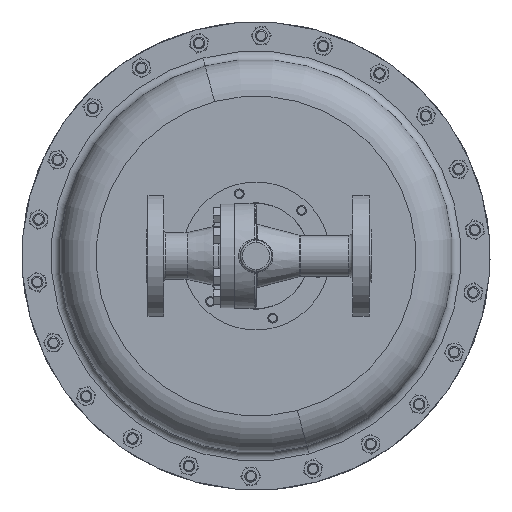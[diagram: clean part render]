
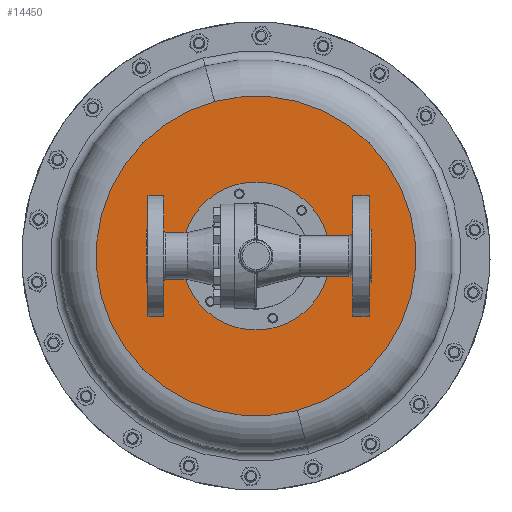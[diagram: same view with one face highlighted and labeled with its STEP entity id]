
A CAD part, front view. The second image highlights one B-rep face of the part: STEP entity #14450.
In plain terms, the highlighted planar face has unit normal (0, -1, 0).
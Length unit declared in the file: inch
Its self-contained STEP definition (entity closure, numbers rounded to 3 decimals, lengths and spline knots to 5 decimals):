
#1163 = CARTESIAN_POINT ( 'NONE',  ( 0., 6.4725, 0. ) ) ;
#1400 = CARTESIAN_POINT ( 'NONE',  ( 1.67938, 6.4725, -1.67938 ) ) ;
#2630 = FACE_BOUND ( 'NONE', #34902, .T. ) ;
#3379 = VERTEX_POINT ( 'NONE', #35564 ) ;
#3956 = DIRECTION ( 'NONE',  ( 0.259, 0., -0.966 ) ) ;
#5466 = CARTESIAN_POINT ( 'NONE',  ( 0., 6.4725, 0. ) ) ;
#6495 = DIRECTION ( 'NONE',  ( 0., 1., 0. ) ) ;
#8277 = DIRECTION ( 'NONE',  ( -0.707, 0., 0.707 ) ) ;
#9808 = EDGE_CURVE ( 'NONE', #12126, #15116, #18460, .T. ) ;
#10161 = EDGE_CURVE ( 'NONE', #18186, #3379, #18015, .T. ) ;
#10931 = ORIENTED_EDGE ( 'NONE', *, *, #9808, .T. ) ;
#11194 = PLANE ( 'NONE',  #31615 ) ;
#12126 = VERTEX_POINT ( 'NONE', #25649 ) ;
#12451 = CIRCLE ( 'NONE', #33330, 5.125 ) ;
#12871 = AXIS2_PLACEMENT_3D ( 'NONE', #31817, #15040, #34641 ) ;
#13958 = DIRECTION ( 'NONE',  ( -0.259, 0., 0.966 ) ) ;
#14450 = ADVANCED_FACE ( 'NONE', ( #30585, #2630 ), #11194, .T. ) ;
#15040 = DIRECTION ( 'NONE',  ( 0., 1., 0. ) ) ;
#15116 = VERTEX_POINT ( 'NONE', #1400 ) ;
#17039 = ORIENTED_EDGE ( 'NONE', *, *, #27831, .F. ) ;
#17283 = CIRCLE ( 'NONE', #32354, 2.375 ) ;
#18015 = CIRCLE ( 'NONE', #27202, 5.125 ) ;
#18186 = VERTEX_POINT ( 'NONE', #35391 ) ;
#18460 = CIRCLE ( 'NONE', #12871, 2.375 ) ;
#20638 = DIRECTION ( 'NONE',  ( 0., 1., 0. ) ) ;
#22275 = CARTESIAN_POINT ( 'NONE',  ( -4.95037, 6.4725, -1.32645 ) ) ;
#22991 = EDGE_LOOP ( 'NONE', ( #17039, #30333 ) ) ;
#23221 = CARTESIAN_POINT ( 'NONE',  ( 0., 6.4725, 0. ) ) ;
#25020 = DIRECTION ( 'NONE',  ( 0., 1., 0. ) ) ;
#25649 = CARTESIAN_POINT ( 'NONE',  ( -1.67938, 6.4725, 1.67938 ) ) ;
#26047 = DIRECTION ( 'NONE',  ( 0.259, 0., -0.966 ) ) ;
#27202 = AXIS2_PLACEMENT_3D ( 'NONE', #23221, #6495, #26047 ) ;
#27831 = EDGE_CURVE ( 'NONE', #3379, #18186, #12451, .T. ) ;
#30333 = ORIENTED_EDGE ( 'NONE', *, *, #10161, .F. ) ;
#30585 = FACE_OUTER_BOUND ( 'NONE', #22991, .T. ) ;
#30725 = DIRECTION ( 'NONE',  ( 0., -1., 0. ) ) ;
#31615 = AXIS2_PLACEMENT_3D ( 'NONE', #22275, #30725, #13958 ) ;
#31817 = CARTESIAN_POINT ( 'NONE',  ( 0., 6.4725, 0. ) ) ;
#32354 = AXIS2_PLACEMENT_3D ( 'NONE', #5466, #25020, #8277 ) ;
#33330 = AXIS2_PLACEMENT_3D ( 'NONE', #1163, #20638, #3956 ) ;
#34096 = ORIENTED_EDGE ( 'NONE', *, *, #35959, .T. ) ;
#34641 = DIRECTION ( 'NONE',  ( -0.707, 0., 0.707 ) ) ;
#34902 = EDGE_LOOP ( 'NONE', ( #34096, #10931 ) ) ;
#35391 = CARTESIAN_POINT ( 'NONE',  ( -1.32645, 6.4725, 4.95037 ) ) ;
#35564 = CARTESIAN_POINT ( 'NONE',  ( 1.32645, 6.4725, -4.95037 ) ) ;
#35959 = EDGE_CURVE ( 'NONE', #15116, #12126, #17283, .T. ) ;
